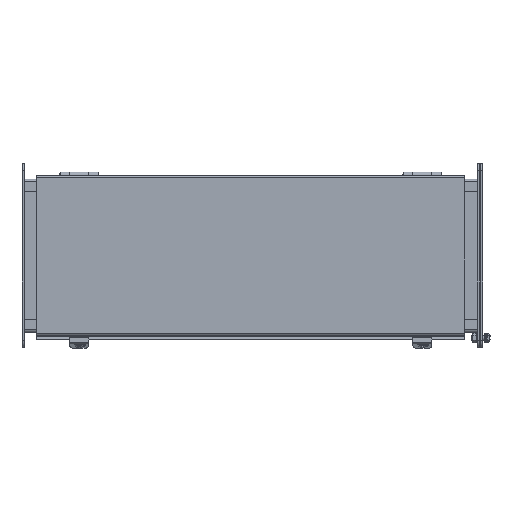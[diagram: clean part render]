
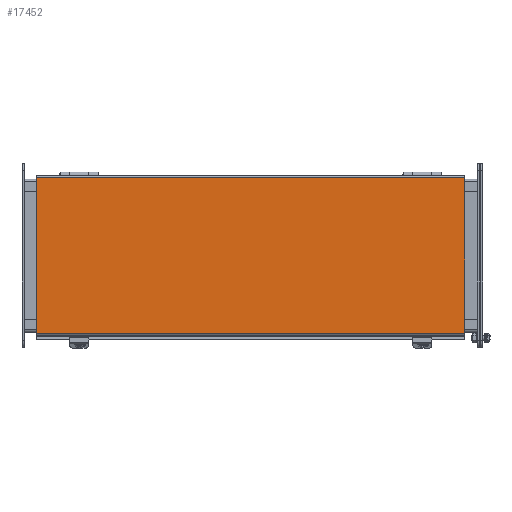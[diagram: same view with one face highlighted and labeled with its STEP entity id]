
A CAD part, top view. The second image highlights one B-rep face of the part: STEP entity #17452.
In plain terms, the highlighted planar face has unit normal (0, 0, 1).
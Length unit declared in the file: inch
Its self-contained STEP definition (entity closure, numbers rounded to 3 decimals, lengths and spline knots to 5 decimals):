
#905 = DIRECTION ( 'NONE',  ( 0., 1., 0. ) ) ;
#909 = CARTESIAN_POINT ( 'NONE',  ( -11.234, -4.07943, 8.172 ) ) ;
#2061 = DIRECTION ( 'NONE',  ( 1., 0., 0. ) ) ;
#2065 = CARTESIAN_POINT ( 'NONE',  ( -11.234, -4.18743, 8.172 ) ) ;
#2157 = CARTESIAN_POINT ( 'NONE',  ( 11.234, -4.18743, 8.172 ) ) ;
#2232 = ORIENTED_EDGE ( 'NONE', *, *, #6055, .T. ) ;
#2561 = EDGE_CURVE ( 'NONE', #2580, #11750, #8178, .T. ) ;
#2580 = VERTEX_POINT ( 'NONE', #3971 ) ;
#3698 = VECTOR ( 'NONE', #7979, 39.37008 ) ;
#3971 = CARTESIAN_POINT ( 'NONE',  ( -11.234, -4.07943, 8.172 ) ) ;
#4200 = VECTOR ( 'NONE', #14093, 39.37008 ) ;
#4409 = CARTESIAN_POINT ( 'NONE',  ( 11.234, -4.07943, 8.172 ) ) ;
#4888 = CARTESIAN_POINT ( 'NONE',  ( -11.234, 4.07957, 8.172 ) ) ;
#4968 = VERTEX_POINT ( 'NONE', #6824 ) ;
#5268 = LINE ( 'NONE', #4888, #9355 ) ;
#6055 = EDGE_CURVE ( 'NONE', #15303, #2580, #15516, .T. ) ;
#6824 = CARTESIAN_POINT ( 'NONE',  ( 11.234, 4.07957, 8.172 ) ) ;
#7052 = CARTESIAN_POINT ( 'NONE',  ( -11.234, 4.07957, 8.172 ) ) ;
#7979 = DIRECTION ( 'NONE',  ( 0., -1., 0. ) ) ;
#8173 = FACE_OUTER_BOUND ( 'NONE', #8998, .T. ) ;
#8178 = LINE ( 'NONE', #909, #4200 ) ;
#8998 = EDGE_LOOP ( 'NONE', ( #2232, #9821, #10668, #13732 ) ) ;
#9161 = AXIS2_PLACEMENT_3D ( 'NONE', #10648, #17998, #2061 ) ;
#9355 = VECTOR ( 'NONE', #16626, 39.37008 ) ;
#9821 = ORIENTED_EDGE ( 'NONE', *, *, #2561, .T. ) ;
#9921 = EDGE_CURVE ( 'NONE', #4968, #15303, #5268, .T. ) ;
#10648 = CARTESIAN_POINT ( 'NONE',  ( -11.234, -4.18743, 8.172 ) ) ;
#10668 = ORIENTED_EDGE ( 'NONE', *, *, #18604, .T. ) ;
#11750 = VERTEX_POINT ( 'NONE', #4409 ) ;
#13732 = ORIENTED_EDGE ( 'NONE', *, *, #9921, .T. ) ;
#14093 = DIRECTION ( 'NONE',  ( 1., 0., 0. ) ) ;
#15042 = LINE ( 'NONE', #2157, #17426 ) ;
#15303 = VERTEX_POINT ( 'NONE', #7052 ) ;
#15516 = LINE ( 'NONE', #2065, #3698 ) ;
#16626 = DIRECTION ( 'NONE',  ( -1., 0., 0. ) ) ;
#17426 = VECTOR ( 'NONE', #905, 39.37008 ) ;
#17452 = ADVANCED_FACE ( 'NONE', ( #8173 ), #17899, .T. ) ;
#17899 = PLANE ( 'NONE',  #9161 ) ;
#17998 = DIRECTION ( 'NONE',  ( 0., 0., 1. ) ) ;
#18604 = EDGE_CURVE ( 'NONE', #11750, #4968, #15042, .T. ) ;
